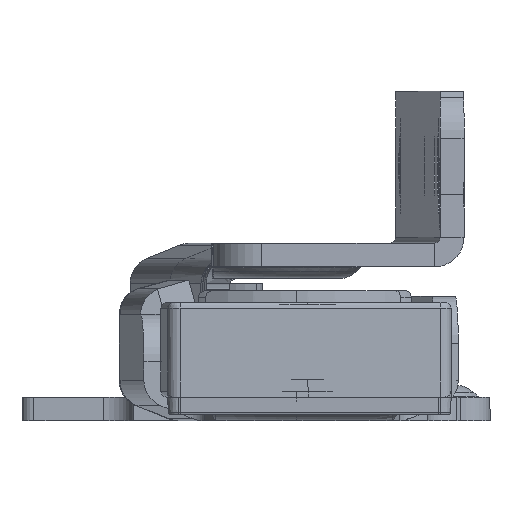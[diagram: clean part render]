
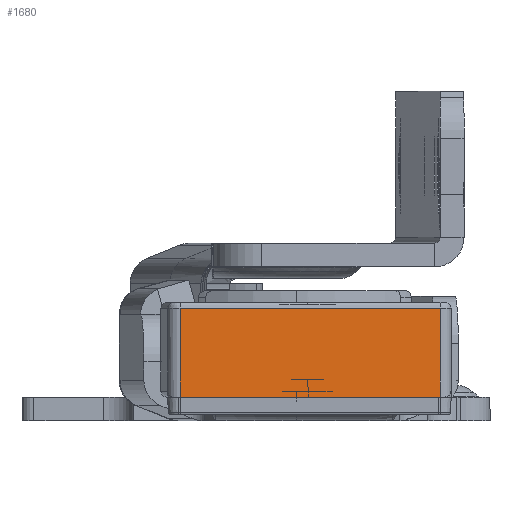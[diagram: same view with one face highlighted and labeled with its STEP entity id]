
A CAD part, left-side view. The second image highlights one B-rep face of the part: STEP entity #1680.
In plain terms, the highlighted face is planar.
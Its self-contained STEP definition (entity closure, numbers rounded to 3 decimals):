
#400 = ORIENTED_EDGE ( 'NONE', *, *, #9716, .T. ) ;
#480 = CARTESIAN_POINT ( 'NONE',  ( 10., 11., 0.5 ) ) ;
#1181 = ORIENTED_EDGE ( 'NONE', *, *, #3143, .T. ) ;
#1680 = ADVANCED_FACE ( 'NONE', ( #3884 ), #12137, .T. ) ;
#1810 = VECTOR ( 'NONE', #11367, 1000. ) ;
#1913 = CARTESIAN_POINT ( 'NONE',  ( 10., 11., 8. ) ) ;
#2051 = ORIENTED_EDGE ( 'NONE', *, *, #11071, .T. ) ;
#2611 = CARTESIAN_POINT ( 'NONE',  ( 10., -11., 0.5 ) ) ;
#2753 = DIRECTION ( 'NONE',  ( 1., 0., 0. ) ) ;
#3042 = DIRECTION ( 'NONE',  ( 0., -1., 0. ) ) ;
#3143 = EDGE_CURVE ( 'NONE', #4811, #12479, #14533, .T. ) ;
#3863 = AXIS2_PLACEMENT_3D ( 'NONE', #9785, #2753, #12964 ) ;
#3884 = FACE_OUTER_BOUND ( 'NONE', #4265, .T. ) ;
#3994 = EDGE_CURVE ( 'NONE', #4811, #12407, #6750, .T. ) ;
#4173 = CARTESIAN_POINT ( 'NONE',  ( 10., 11., 8. ) ) ;
#4265 = EDGE_LOOP ( 'NONE', ( #2051, #400, #5066, #1181 ) ) ;
#4353 = LINE ( 'NONE', #8958, #4862 ) ;
#4811 = VERTEX_POINT ( 'NONE', #10423 ) ;
#4862 = VECTOR ( 'NONE', #13589, 1000. ) ;
#5066 = ORIENTED_EDGE ( 'NONE', *, *, #3994, .F. ) ;
#5370 = CARTESIAN_POINT ( 'NONE',  ( 10., 11., 0.5 ) ) ;
#5429 = VECTOR ( 'NONE', #3042, 1000. ) ;
#6396 = VECTOR ( 'NONE', #14590, 1000. ) ;
#6750 = LINE ( 'NONE', #1913, #1810 ) ;
#8755 = VERTEX_POINT ( 'NONE', #2611 ) ;
#8958 = CARTESIAN_POINT ( 'NONE',  ( 10., -11., 8. ) ) ;
#9716 = EDGE_CURVE ( 'NONE', #8755, #12407, #11113, .T. ) ;
#9785 = CARTESIAN_POINT ( 'NONE',  ( 10., 11., 8. ) ) ;
#10423 = CARTESIAN_POINT ( 'NONE',  ( 10., 11., 8. ) ) ;
#11071 = EDGE_CURVE ( 'NONE', #12479, #8755, #4353, .T. ) ;
#11113 = LINE ( 'NONE', #5370, #6396 ) ;
#11367 = DIRECTION ( 'NONE',  ( 0., 0., -1. ) ) ;
#12137 = PLANE ( 'NONE',  #3863 ) ;
#12407 = VERTEX_POINT ( 'NONE', #480 ) ;
#12479 = VERTEX_POINT ( 'NONE', #14481 ) ;
#12964 = DIRECTION ( 'NONE',  ( 0., 0., -1. ) ) ;
#13589 = DIRECTION ( 'NONE',  ( 0., 0., -1. ) ) ;
#14481 = CARTESIAN_POINT ( 'NONE',  ( 10., -11., 8. ) ) ;
#14533 = LINE ( 'NONE', #4173, #5429 ) ;
#14590 = DIRECTION ( 'NONE',  ( 0., 1., 0. ) ) ;
